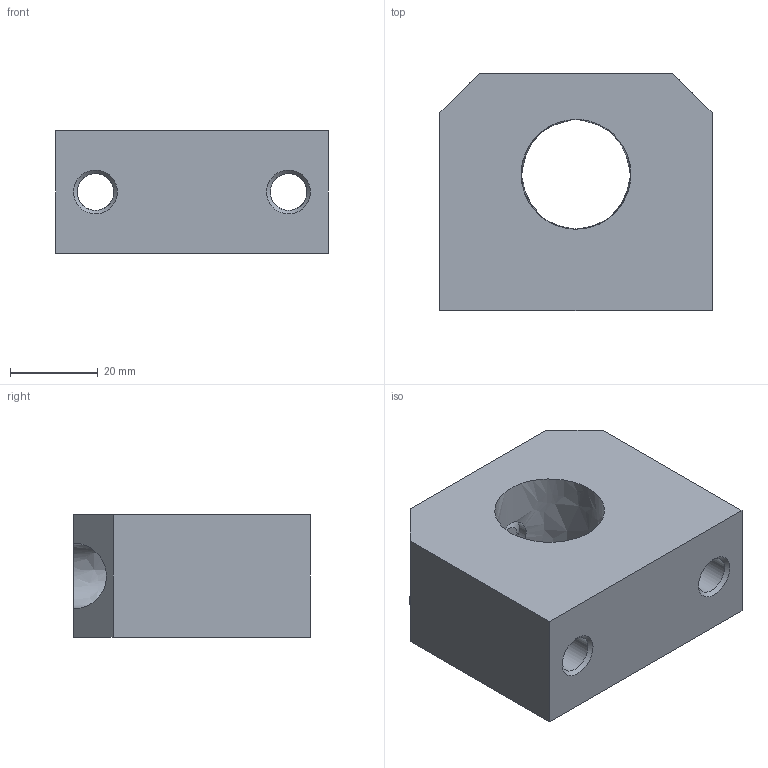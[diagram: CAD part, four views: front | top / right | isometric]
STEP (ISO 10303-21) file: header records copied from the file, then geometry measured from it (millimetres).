
FILE_DESCRIPTION ((), '1');
FILE_NAME ('WB58-025.stp', '2019-01-17T14:59:15', ('Unknown'), ('Unknown'), 'HarmonyWare STEP v2.0.5', 'Vectorworks', '');
FILE_SCHEMA (('CONFIG_CONTROL_DESIGN'));
Length unit declared in the file: millimetre
Products named in the file (1): NONE
Bounding box: 62 x 54 x 28 mm (x, y, z)
Volume: 66246.3 mm3; surface area: 17394 mm2
Topology: 1 solids, 1 shells, 34 faces, 102 edges, 74 vertices
Faces by surface type: bspline 34
Entity records: 1585 total; most frequent: CARTESIAN_POINT 910, ORIENTED_EDGE 204, EDGE_CURVE 102, VERTEX_POINT 74, B_SPLINE_CURVE_WITH_KNOTS 59, EDGE_LOOP 44, FACE_OUTER_BOUND 34, ADVANCED_FACE 34
